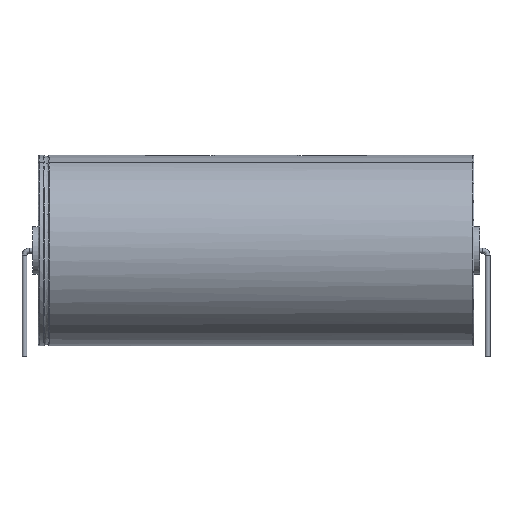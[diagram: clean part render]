
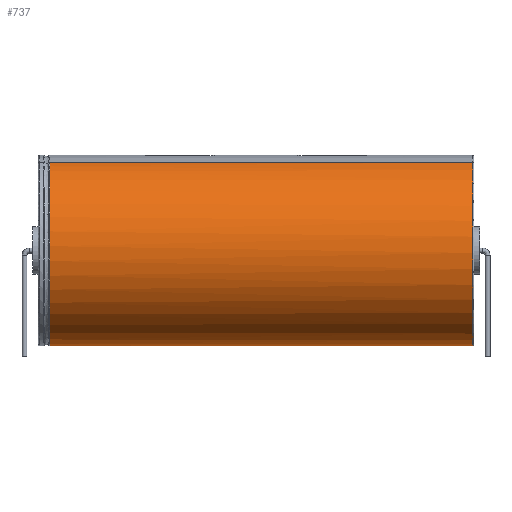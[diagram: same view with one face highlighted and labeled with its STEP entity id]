
A CAD part, front view. The second image highlights one B-rep face of the part: STEP entity #737.
In plain terms, the highlighted cylindrical face has radius 17.5 mm (diameter 35 mm), a partial arc.
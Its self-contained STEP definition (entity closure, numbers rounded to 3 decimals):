
#166=DIRECTION('',(-1.,0.,0.));
#180=DIRECTION('',(0.,0.383,0.924));
#283=VECTOR('',#284,1.);
#284=DIRECTION('',(1.,0.,0.));
#596=VERTEX_POINT('',#597);
#597=CARTESIAN_POINT('',(-37.865,6.697,33.668));
#607=ORIENTED_EDGE('',*,*,#608,.T.);
#608=EDGE_CURVE('',#596,#609,#611,.T.);
#609=VERTEX_POINT('',#610);
#610=CARTESIAN_POINT('',(-37.865,-6.697,33.668));
#611=B_SPLINE_CURVE_WITH_KNOTS('',13,(#612,#613,#614,#615,#616,#617,#618,#619,#620,#621,#622,#623,#624,#625,#626,#627,#628,#629,#630,#631,#632,#633,#634,#635,#636,#637,#638,#639,#640,#641,#642,#643,#644,#645,#646,#647,#648,#649),.UNSPECIFIED.,.F.,.F.,(14,12,12,14),(-4.099,0.,96.211,100.311),.UNSPECIFIED.);
#612=CARTESIAN_POINT('',(-37.865,2.91,35.237));
#613=CARTESIAN_POINT('',(-37.865,3.203,35.115));
#614=CARTESIAN_POINT('',(-37.865,3.496,34.994));
#615=CARTESIAN_POINT('',(-37.865,3.789,34.873));
#616=CARTESIAN_POINT('',(-37.865,4.081,34.751));
#617=CARTESIAN_POINT('',(-37.865,4.373,34.63));
#618=CARTESIAN_POINT('',(-37.865,4.665,34.51));
#619=CARTESIAN_POINT('',(-37.865,4.956,34.389));
#620=CARTESIAN_POINT('',(-37.865,5.247,34.268));
#621=CARTESIAN_POINT('',(-37.865,5.538,34.148));
#622=CARTESIAN_POINT('',(-37.865,5.828,34.028));
#623=CARTESIAN_POINT('',(-37.865,6.118,33.908));
#624=CARTESIAN_POINT('',(-37.865,6.408,33.788));
#625=CARTESIAN_POINT('',(-37.865,13.487,30.855));
#626=CARTESIAN_POINT('',(-37.865,19.095,24.913));
#627=CARTESIAN_POINT('',(-37.865,21.808,16.384));
#628=CARTESIAN_POINT('',(-37.865,20.293,6.908));
#629=CARTESIAN_POINT('',(-37.865,14.484,-1.089));
#630=CARTESIAN_POINT('',(-37.865,5.514,-6.178));
#631=CARTESIAN_POINT('',(-37.865,-5.514,-6.178));
#632=CARTESIAN_POINT('',(-37.865,-14.484,-1.089));
#633=CARTESIAN_POINT('',(-37.865,-20.293,6.908));
#634=CARTESIAN_POINT('',(-37.865,-21.808,16.384));
#635=CARTESIAN_POINT('',(-37.865,-19.095,24.913));
#636=CARTESIAN_POINT('',(-37.865,-13.487,30.855));
#637=CARTESIAN_POINT('',(-37.865,-6.408,33.788));
#638=CARTESIAN_POINT('',(-37.865,-6.118,33.908));
#639=CARTESIAN_POINT('',(-37.865,-5.828,34.028));
#640=CARTESIAN_POINT('',(-37.865,-5.538,34.148));
#641=CARTESIAN_POINT('',(-37.865,-5.247,34.268));
#642=CARTESIAN_POINT('',(-37.865,-4.956,34.389));
#643=CARTESIAN_POINT('',(-37.865,-4.665,34.51));
#644=CARTESIAN_POINT('',(-37.865,-4.373,34.63));
#645=CARTESIAN_POINT('',(-37.865,-4.081,34.751));
#646=CARTESIAN_POINT('',(-37.865,-3.789,34.873));
#647=CARTESIAN_POINT('',(-37.865,-3.496,34.994));
#648=CARTESIAN_POINT('',(-37.865,-3.203,35.115));
#649=CARTESIAN_POINT('',(-37.865,-2.91,35.237));
#737=ADVANCED_FACE('',(#738),#757,.T.);
#738=FACE_BOUND('',#739,.F.);
#739=EDGE_LOOP('',(#740,#607,#746,#752));
#740=ORIENTED_EDGE('',*,*,#741,.F.);
#741=EDGE_CURVE('',#596,#742,#744,.T.);
#742=VERTEX_POINT('',#743);
#743=CARTESIAN_POINT('',(39.8,6.697,33.668));
#744=LINE('',#745,#283);
#745=CARTESIAN_POINT('',(-38.,6.697,33.668));
#746=ORIENTED_EDGE('',*,*,#747,.T.);
#747=EDGE_CURVE('',#609,#748,#750,.T.);
#748=VERTEX_POINT('',#749);
#749=CARTESIAN_POINT('',(39.8,-6.697,33.668));
#750=LINE('',#751,#283);
#751=CARTESIAN_POINT('',(-38.,-6.697,33.668));
#752=ORIENTED_EDGE('',*,*,#753,.F.);
#753=EDGE_CURVE('',#742,#748,#754,.T.);
#754=CIRCLE('',#755,17.5);
#755=AXIS2_PLACEMENT_3D('',#756,#166,#180);
#756=CARTESIAN_POINT('',(39.8,0.,17.5));
#757=CYLINDRICAL_SURFACE('',#758,17.5);
#758=AXIS2_PLACEMENT_3D('',#759,#284,#180);
#759=CARTESIAN_POINT('',(-38.,0.,17.5));
